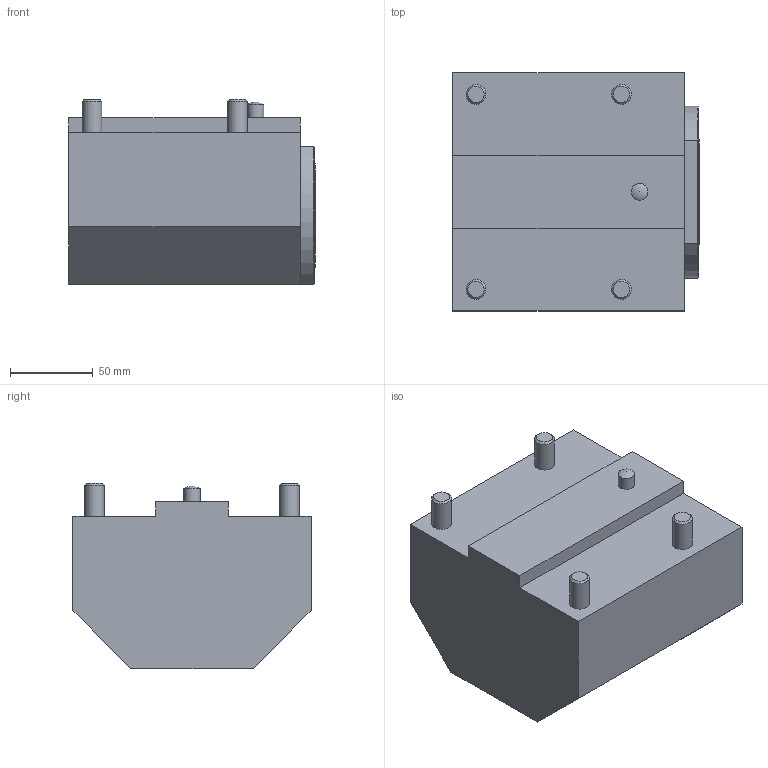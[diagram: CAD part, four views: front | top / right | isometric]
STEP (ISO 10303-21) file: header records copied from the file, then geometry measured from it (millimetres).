
FILE_DESCRIPTION(/* description */ (''),/* implementation_level */ '2;1');
FILE_NAME(/* name */ '1533195029311.stp',/* time_stamp */ '2018-08-02T13:00:39+06:00',/* author */ (''),/* organization */ ('SMS'),/* preprocessor_version */ 'ST-DEVELOPER v15',/* originating_system */ 'SIEMENS PLM Software NX 8.5',/* authorisation */ '');
FILE_SCHEMA (('AUTOMOTIVE_DESIGN { 1 0 10303 214 3 1 1 1 }'));
Length unit declared in the file: millimetre
Products named in the file (1): 201637422mod000_00
Bounding box: 149 x 144 x 112 mm (x, y, z)
Volume: 1760297.3 mm3; surface area: 98634.4 mm2
Topology: 1 solids, 1 shells, 46 faces, 105 edges, 72 vertices
Faces by surface type: plane 24, cone 12, cylinder 9, sphere 1
Full cylindrical faces by diameter (mm): 4 x1, 10 x1, 12 x4, 63 x1
Entity records: 1305 total; most frequent: CARTESIAN_POINT 270, DIRECTION 216, ORIENTED_EDGE 172, EDGE_CURVE 86, AXIS2_PLACEMENT_3D 85, EDGE_LOOP 66, VERTEX_POINT 62, LINE 46
